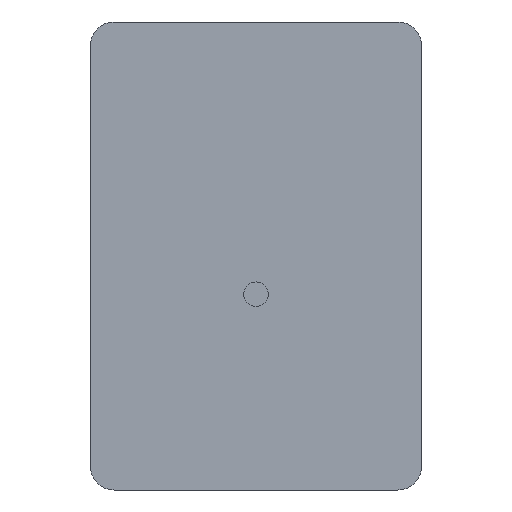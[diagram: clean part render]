
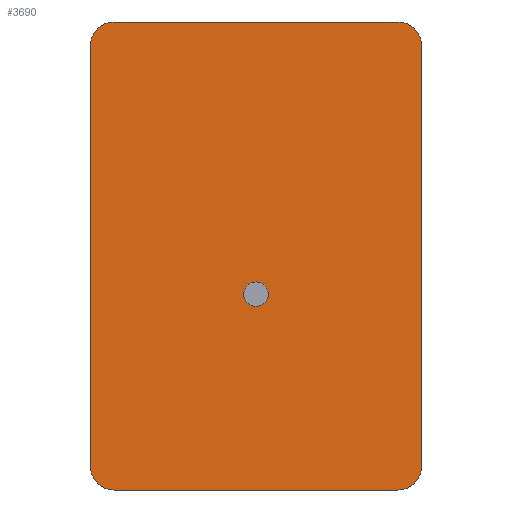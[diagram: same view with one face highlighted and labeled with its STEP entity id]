
A CAD part, front view. The second image highlights one B-rep face of the part: STEP entity #3690.
In plain terms, the highlighted planar face has unit normal (0, -1, 0).
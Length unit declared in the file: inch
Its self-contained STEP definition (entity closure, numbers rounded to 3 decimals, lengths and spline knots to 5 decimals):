
#21 = CARTESIAN_POINT ( 'NONE',  ( 0.845, 0., -1.075 ) ) ;
#1236 = CARTESIAN_POINT ( 'NONE',  ( 0., 0., -0.195 ) ) ;
#1237 = DIRECTION ( 'NONE',  ( 0., -1., 0. ) ) ;
#1238 = DIRECTION ( 'NONE',  ( 0., 0., -1. ) ) ;
#1529 = VERTEX_POINT ( 'NONE', #4686 ) ;
#1532 = VERTEX_POINT ( 'NONE', #4688 ) ;
#1539 = VERTEX_POINT ( 'NONE', #2583 ) ;
#1556 = VERTEX_POINT ( 'NONE', #2568 ) ;
#1564 = VERTEX_POINT ( 'NONE', #21 ) ;
#1627 = VERTEX_POINT ( 'NONE', #5136 ) ;
#1645 = VERTEX_POINT ( 'NONE', #3410 ) ;
#1680 = VERTEX_POINT ( 'NONE', #5925 ) ;
#2240 = CIRCLE ( 'NONE', #4785, 0.0625 ) ;
#2446 = ORIENTED_EDGE ( 'NONE', *, *, #7959, .F. ) ;
#2447 = ORIENTED_EDGE ( 'NONE', *, *, #6506, .F. ) ;
#2448 = ORIENTED_EDGE ( 'NONE', *, *, #7955, .F. ) ;
#2449 = ORIENTED_EDGE ( 'NONE', *, *, #7961, .T. ) ;
#2450 = ORIENTED_EDGE ( 'NONE', *, *, #7946, .F. ) ;
#2451 = ORIENTED_EDGE ( 'NONE', *, *, #7963, .T. ) ;
#2452 = ORIENTED_EDGE ( 'NONE', *, *, #7942, .F. ) ;
#2453 = ORIENTED_EDGE ( 'NONE', *, *, #7966, .T. ) ;
#2454 = ORIENTED_EDGE ( 'NONE', *, *, #7936, .F. ) ;
#2455 = ORIENTED_EDGE ( 'NONE', *, *, #7968, .T. ) ;
#2568 = CARTESIAN_POINT ( 'NONE',  ( 0.845, 0., 1.075 ) ) ;
#2583 = CARTESIAN_POINT ( 'NONE',  ( -0.845, 0., 1.075 ) ) ;
#2603 = VERTEX_POINT ( 'NONE', #5960 ) ;
#2604 = VERTEX_POINT ( 'NONE', #5958 ) ;
#2873 = DIRECTION ( 'NONE',  ( 0., -1., 0. ) ) ;
#2876 = CARTESIAN_POINT ( 'NONE',  ( -0.845, 0., -1.195 ) ) ;
#2878 = PLANE ( 'NONE',  #4594 ) ;
#2880 = DIRECTION ( 'NONE',  ( 0., 0., -1. ) ) ;
#3410 = CARTESIAN_POINT ( 'NONE',  ( -0.725, 0., -1.195 ) ) ;
#3690 = ADVANCED_FACE ( 'NONE', ( #6721, #6723 ), #2878, .T. ) ;
#4529 = EDGE_LOOP ( 'NONE', ( #2446, #2447 ) ) ;
#4531 = EDGE_LOOP ( 'NONE', ( #2448, #2449, #2450, #2451, #2452, #2453, #2454, #2455 ) ) ;
#4594 = AXIS2_PLACEMENT_3D ( 'NONE', #2876, #2873, #2880 ) ;
#4686 = CARTESIAN_POINT ( 'NONE',  ( -0.845, 0., -1.075 ) ) ;
#4688 = CARTESIAN_POINT ( 'NONE',  ( 0.725, 0., 1.195 ) ) ;
#4785 = AXIS2_PLACEMENT_3D ( 'NONE', #1236, #1237, #1238 ) ;
#4793 = AXIS2_PLACEMENT_3D ( 'NONE', #5406, #5407, #5408 ) ;
#4794 = AXIS2_PLACEMENT_3D ( 'NONE', #5409, #5410, #5411 ) ;
#4795 = AXIS2_PLACEMENT_3D ( 'NONE', #5413, #5414, #5415 ) ;
#4796 = AXIS2_PLACEMENT_3D ( 'NONE', #5416, #5417, #5418 ) ;
#4797 = AXIS2_PLACEMENT_3D ( 'NONE', #5421, #5422, #5423 ) ;
#5136 = CARTESIAN_POINT ( 'NONE',  ( -0.725, 0., 1.195 ) ) ;
#5374 = DIRECTION ( 'NONE',  ( 0., 0., 1. ) ) ;
#5384 = CARTESIAN_POINT ( 'NONE',  ( -0.845, 0., 1.195 ) ) ;
#5387 = DIRECTION ( 'NONE',  ( 1., 0., 0. ) ) ;
#5389 = CARTESIAN_POINT ( 'NONE',  ( -0.845, 0., 1.195 ) ) ;
#5392 = CARTESIAN_POINT ( 'NONE',  ( 0.845, 0., 1.195 ) ) ;
#5396 = DIRECTION ( 'NONE',  ( 0., 0., -1. ) ) ;
#5400 = DIRECTION ( 'NONE',  ( -1., 0., 0. ) ) ;
#5401 = CARTESIAN_POINT ( 'NONE',  ( -0.845, 0., -1.195 ) ) ;
#5406 = CARTESIAN_POINT ( 'NONE',  ( 0., 0., -0.195 ) ) ;
#5407 = DIRECTION ( 'NONE',  ( 0., -1., 0. ) ) ;
#5408 = DIRECTION ( 'NONE',  ( 0., 0., -1. ) ) ;
#5409 = CARTESIAN_POINT ( 'NONE',  ( 0.725, 0., -1.075 ) ) ;
#5410 = DIRECTION ( 'NONE',  ( 0., -1., 0. ) ) ;
#5411 = DIRECTION ( 'NONE',  ( 0., 0., -1. ) ) ;
#5413 = CARTESIAN_POINT ( 'NONE',  ( 0.725, 0., 1.075 ) ) ;
#5414 = DIRECTION ( 'NONE',  ( 0., -1., 0. ) ) ;
#5415 = DIRECTION ( 'NONE',  ( 0., 0., -1. ) ) ;
#5416 = CARTESIAN_POINT ( 'NONE',  ( -0.725, 0., 1.075 ) ) ;
#5417 = DIRECTION ( 'NONE',  ( 0., -1., 0. ) ) ;
#5418 = DIRECTION ( 'NONE',  ( 0., 0., -1. ) ) ;
#5421 = CARTESIAN_POINT ( 'NONE',  ( -0.725, 0., -1.075 ) ) ;
#5422 = DIRECTION ( 'NONE',  ( 0., -1., 0. ) ) ;
#5423 = DIRECTION ( 'NONE',  ( 0., 0., -1. ) ) ;
#5925 = CARTESIAN_POINT ( 'NONE',  ( 0.725, 0., -1.195 ) ) ;
#5958 = CARTESIAN_POINT ( 'NONE',  ( 0., 0., -0.1325 ) ) ;
#5960 = CARTESIAN_POINT ( 'NONE',  ( 0., 0., -0.2575 ) ) ;
#6236 = LINE ( 'NONE', #5384, #6242 ) ;
#6242 = VECTOR ( 'NONE', #5374, 39.37008 ) ;
#6243 = LINE ( 'NONE', #5389, #6248 ) ;
#6245 = LINE ( 'NONE', #5392, #6252 ) ;
#6248 = VECTOR ( 'NONE', #5387, 39.37008 ) ;
#6251 = LINE ( 'NONE', #5401, #6260 ) ;
#6252 = VECTOR ( 'NONE', #5396, 39.37008 ) ;
#6257 = CIRCLE ( 'NONE', #4793, 0.0625 ) ;
#6260 = VECTOR ( 'NONE', #5400, 39.37008 ) ;
#6261 = CIRCLE ( 'NONE', #4794, 0.12 ) ;
#6263 = CIRCLE ( 'NONE', #4795, 0.12 ) ;
#6265 = CIRCLE ( 'NONE', #4796, 0.12 ) ;
#6266 = CIRCLE ( 'NONE', #4797, 0.12 ) ;
#6506 = EDGE_CURVE ( 'NONE', #2604, #2603, #2240, .T. ) ;
#6721 = FACE_BOUND ( 'NONE', #4529, .T. ) ;
#6723 = FACE_OUTER_BOUND ( 'NONE', #4531, .T. ) ;
#7936 = EDGE_CURVE ( 'NONE', #1529, #1539, #6236, .T. ) ;
#7942 = EDGE_CURVE ( 'NONE', #1627, #1532, #6243, .T. ) ;
#7946 = EDGE_CURVE ( 'NONE', #1556, #1564, #6245, .T. ) ;
#7955 = EDGE_CURVE ( 'NONE', #1680, #1645, #6251, .T. ) ;
#7959 = EDGE_CURVE ( 'NONE', #2603, #2604, #6257, .T. ) ;
#7961 = EDGE_CURVE ( 'NONE', #1680, #1564, #6261, .T. ) ;
#7963 = EDGE_CURVE ( 'NONE', #1556, #1532, #6263, .T. ) ;
#7966 = EDGE_CURVE ( 'NONE', #1627, #1539, #6265, .T. ) ;
#7968 = EDGE_CURVE ( 'NONE', #1529, #1645, #6266, .T. ) ;
